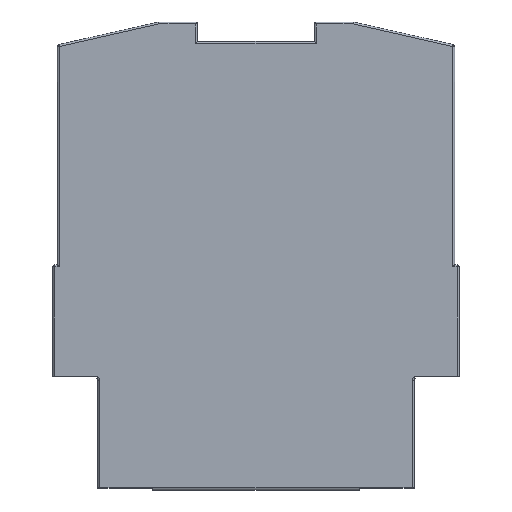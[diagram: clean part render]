
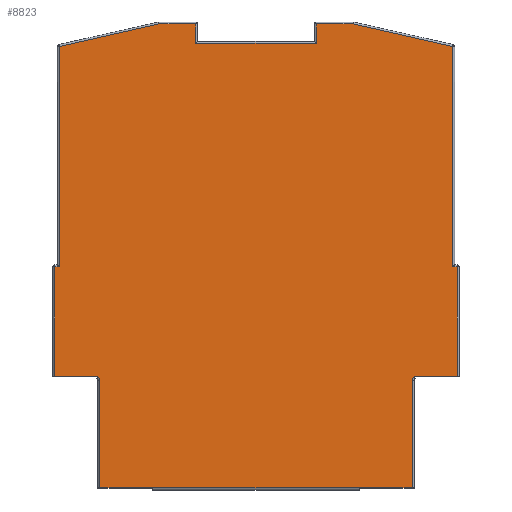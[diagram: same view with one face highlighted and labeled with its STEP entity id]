
A CAD part, top view. The second image highlights one B-rep face of the part: STEP entity #8823.
In plain terms, the highlighted planar face has unit normal (0, 0, 1).
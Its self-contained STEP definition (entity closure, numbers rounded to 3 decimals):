
#423=DIRECTION('',(-1.,0.,0.));
#424=VECTOR('',#423,11.05);
#425=CARTESIAN_POINT('',(-40.55,29.1,22.5));
#426=LINE('',#425,#424);
#430=DIRECTION('',(0.,-1.,0.));
#431=VECTOR('',#430,28.1);
#432=CARTESIAN_POINT('',(-51.6,57.2,22.5));
#433=LINE('',#432,#431);
#437=DIRECTION('',(-1.,0.,0.));
#438=VECTOR('',#437,1.1);
#439=CARTESIAN_POINT('',(-50.5,57.2,22.5));
#440=LINE('',#439,#438);
#444=DIRECTION('',(0.,-1.,0.));
#445=VECTOR('',#444,56.501);
#446=CARTESIAN_POINT('',(-50.5,113.701,22.5));
#447=LINE('',#446,#445);
#451=DIRECTION('',(-0.975,-0.221,0.));
#452=VECTOR('',#451,26.206);
#453=CARTESIAN_POINT('',(-24.944,119.5,22.5));
#454=LINE('',#453,#452);
#458=DIRECTION('',(-1.,0.,0.));
#459=VECTOR('',#458,9.444);
#460=CARTESIAN_POINT('',(-15.5,119.5,22.5));
#461=LINE('',#460,#459);
#465=DIRECTION('',(0.,1.,0.));
#466=VECTOR('',#465,5.);
#467=CARTESIAN_POINT('',(-15.5,114.5,22.5));
#468=LINE('',#467,#466);
#472=DIRECTION('',(-1.,0.,0.));
#473=VECTOR('',#472,31.);
#474=CARTESIAN_POINT('',(15.5,114.5,22.5));
#475=LINE('',#474,#473);
#479=DIRECTION('',(0.,-1.,0.));
#480=VECTOR('',#479,5.);
#481=CARTESIAN_POINT('',(15.5,119.5,22.5));
#482=LINE('',#481,#480);
#486=DIRECTION('',(-1.,0.,0.));
#487=VECTOR('',#486,9.444);
#488=CARTESIAN_POINT('',(24.944,119.5,22.5));
#489=LINE('',#488,#487);
#493=DIRECTION('',(-0.975,0.221,0.));
#494=VECTOR('',#493,26.206);
#495=CARTESIAN_POINT('',(50.5,113.701,22.5));
#496=LINE('',#495,#494);
#500=DIRECTION('',(0.,1.,0.));
#501=VECTOR('',#500,56.501);
#502=CARTESIAN_POINT('',(50.5,57.2,22.5));
#503=LINE('',#502,#501);
#507=DIRECTION('',(-1.,0.,0.));
#508=VECTOR('',#507,1.1);
#509=CARTESIAN_POINT('',(51.6,57.2,22.5));
#510=LINE('',#509,#508);
#514=DIRECTION('',(0.,1.,0.));
#515=VECTOR('',#514,28.1);
#516=CARTESIAN_POINT('',(51.6,29.1,22.5));
#517=LINE('',#516,#515);
#521=DIRECTION('',(-1.,0.,0.));
#522=VECTOR('',#521,11.05);
#523=CARTESIAN_POINT('',(51.6,29.1,22.5));
#524=LINE('',#523,#522);
#528=DIRECTION('',(0.,-1.,0.));
#529=VECTOR('',#528,0.134);
#530=CARTESIAN_POINT('',(40.55,29.1,22.5));
#531=LINE('',#530,#529);
#535=CARTESIAN_POINT('',(41.05,28.1,22.5));
#536=DIRECTION('',(0.,0.,1.));
#537=DIRECTION('',(-0.5,0.866,0.));
#538=AXIS2_PLACEMENT_3D('',#535,#536,#537);
#543=DIRECTION('',(0.,1.,0.));
#544=VECTOR('',#543,27.6);
#545=CARTESIAN_POINT('',(40.05,0.5,22.5));
#546=LINE('',#545,#544);
#550=DIRECTION('',(1.,0.,0.));
#551=VECTOR('',#550,13.5);
#552=CARTESIAN_POINT('',(26.55,0.5,22.5));
#553=LINE('',#552,#551);
#557=DIRECTION('',(1.,0.,0.));
#558=VECTOR('',#557,53.1);
#559=CARTESIAN_POINT('',(-26.55,0.5,22.5));
#560=LINE('',#559,#558);
#564=DIRECTION('',(-1.,0.,0.));
#565=VECTOR('',#564,13.5);
#566=CARTESIAN_POINT('',(-26.55,0.5,22.5));
#567=LINE('',#566,#565);
#571=DIRECTION('',(0.,-1.,0.));
#572=VECTOR('',#571,27.6);
#573=CARTESIAN_POINT('',(-40.05,28.1,22.5));
#574=LINE('',#573,#572);
#578=CARTESIAN_POINT('',(-41.05,28.1,22.5));
#579=DIRECTION('',(0.,0.,1.));
#580=DIRECTION('',(1.,0.,0.));
#581=AXIS2_PLACEMENT_3D('',#578,#579,#580);
#586=DIRECTION('',(0.,-1.,0.));
#587=VECTOR('',#586,0.134);
#588=CARTESIAN_POINT('',(-40.55,29.1,22.5));
#589=LINE('',#588,#587);
#7449=CARTESIAN_POINT('',(50.5,57.2,22.5));
#7450=CARTESIAN_POINT('',(50.5,113.701,22.5));
#7451=VERTEX_POINT('',#7449);
#7452=VERTEX_POINT('',#7450);
#7455=CARTESIAN_POINT('',(51.6,57.2,22.5));
#7456=VERTEX_POINT('',#7455);
#7677=CARTESIAN_POINT('',(-50.5,57.2,22.5));
#7678=CARTESIAN_POINT('',(-51.6,57.2,22.5));
#7679=VERTEX_POINT('',#7677);
#7680=VERTEX_POINT('',#7678);
#7683=CARTESIAN_POINT('',(-50.5,113.701,22.5));
#7684=VERTEX_POINT('',#7683);
#7693=CARTESIAN_POINT('',(-24.944,119.5,22.5));
#7694=VERTEX_POINT('',#7693);
#7697=CARTESIAN_POINT('',(-15.5,119.5,22.5));
#7698=VERTEX_POINT('',#7697);
#7701=CARTESIAN_POINT('',(-15.5,114.5,22.5));
#7702=VERTEX_POINT('',#7701);
#7703=CARTESIAN_POINT('',(15.5,114.5,22.5));
#7704=VERTEX_POINT('',#7703);
#7709=CARTESIAN_POINT('',(15.5,119.5,22.5));
#7710=VERTEX_POINT('',#7709);
#7713=CARTESIAN_POINT('',(24.944,119.5,22.5));
#7714=VERTEX_POINT('',#7713);
#7778=CARTESIAN_POINT('',(40.05,28.1,22.5));
#7779=VERTEX_POINT('',#7778);
#7793=CARTESIAN_POINT('',(26.55,0.5,22.5));
#7794=CARTESIAN_POINT('',(40.05,0.5,22.5));
#7795=VERTEX_POINT('',#7793);
#7796=VERTEX_POINT('',#7794);
#7883=CARTESIAN_POINT('',(51.6,29.1,22.5));
#7884=CARTESIAN_POINT('',(40.55,29.1,22.5));
#7885=VERTEX_POINT('',#7883);
#7886=VERTEX_POINT('',#7884);
#7887=CARTESIAN_POINT('',(40.55,28.966,22.5));
#7888=VERTEX_POINT('',#7887);
#8061=CARTESIAN_POINT('',(-26.55,0.5,22.5));
#8062=CARTESIAN_POINT('',(-40.05,0.5,22.5));
#8063=VERTEX_POINT('',#8061);
#8064=VERTEX_POINT('',#8062);
#8145=CARTESIAN_POINT('',(-40.05,28.1,22.5));
#8146=VERTEX_POINT('',#8145);
#8153=CARTESIAN_POINT('',(-40.55,29.1,22.5));
#8154=CARTESIAN_POINT('',(-51.6,29.1,22.5));
#8155=VERTEX_POINT('',#8153);
#8156=VERTEX_POINT('',#8154);
#8157=CARTESIAN_POINT('',(-40.55,28.966,22.5));
#8158=VERTEX_POINT('',#8157);
#8771=CARTESIAN_POINT('',(0.,0.,22.5));
#8772=DIRECTION('',(0.,0.,1.));
#8773=DIRECTION('',(1.,0.,0.));
#8774=AXIS2_PLACEMENT_3D('',#8771,#8772,#8773);
#8775=PLANE('',#8774);
#8776=ORIENTED_EDGE('',*,*,#8513,.T.);
#8778=ORIENTED_EDGE('',*,*,#8777,.F.);
#8780=ORIENTED_EDGE('',*,*,#8779,.F.);
#8782=ORIENTED_EDGE('',*,*,#8781,.F.);
#8784=ORIENTED_EDGE('',*,*,#8783,.F.);
#8786=ORIENTED_EDGE('',*,*,#8785,.F.);
#8787=ORIENTED_EDGE('',*,*,#8749,.F.);
#8788=ORIENTED_EDGE('',*,*,#8761,.F.);
#8790=ORIENTED_EDGE('',*,*,#8789,.F.);
#8792=ORIENTED_EDGE('',*,*,#8791,.F.);
#8794=ORIENTED_EDGE('',*,*,#8793,.F.);
#8796=ORIENTED_EDGE('',*,*,#8795,.F.);
#8798=ORIENTED_EDGE('',*,*,#8797,.F.);
#8800=ORIENTED_EDGE('',*,*,#8799,.F.);
#8802=ORIENTED_EDGE('',*,*,#8801,.T.);
#8804=ORIENTED_EDGE('',*,*,#8803,.T.);
#8806=ORIENTED_EDGE('',*,*,#8805,.T.);
#8808=ORIENTED_EDGE('',*,*,#8807,.F.);
#8810=ORIENTED_EDGE('',*,*,#8809,.F.);
#8812=ORIENTED_EDGE('',*,*,#8811,.F.);
#8814=ORIENTED_EDGE('',*,*,#8813,.T.);
#8816=ORIENTED_EDGE('',*,*,#8815,.F.);
#8818=ORIENTED_EDGE('',*,*,#8817,.T.);
#8820=ORIENTED_EDGE('',*,*,#8819,.F.);
#8821=EDGE_LOOP('',(#8776,#8778,#8780,#8782,#8784,#8786,#8787,#8788,#8790,#8792,
#8794,#8796,#8798,#8800,#8802,#8804,#8806,#8808,#8810,#8812,#8814,#8816,#8818,
#8820));
#8822=FACE_OUTER_BOUND('',#8821,.F.);
#8823=ADVANCED_FACE('',(#8822),#8775,.T.);
#539=CIRCLE('',#538,1.);
#582=CIRCLE('',#581,1.);
#8513=EDGE_CURVE('',#8155,#8156,#426,.T.);
#8749=EDGE_CURVE('',#7702,#7698,#468,.T.);
#8761=EDGE_CURVE('',#7704,#7702,#475,.T.);
#8777=EDGE_CURVE('',#7680,#8156,#433,.T.);
#8779=EDGE_CURVE('',#7679,#7680,#440,.T.);
#8781=EDGE_CURVE('',#7684,#7679,#447,.T.);
#8783=EDGE_CURVE('',#7694,#7684,#454,.T.);
#8785=EDGE_CURVE('',#7698,#7694,#461,.T.);
#8789=EDGE_CURVE('',#7710,#7704,#482,.T.);
#8791=EDGE_CURVE('',#7714,#7710,#489,.T.);
#8793=EDGE_CURVE('',#7452,#7714,#496,.T.);
#8795=EDGE_CURVE('',#7451,#7452,#503,.T.);
#8797=EDGE_CURVE('',#7456,#7451,#510,.T.);
#8799=EDGE_CURVE('',#7885,#7456,#517,.T.);
#8801=EDGE_CURVE('',#7885,#7886,#524,.T.);
#8803=EDGE_CURVE('',#7886,#7888,#531,.T.);
#8805=EDGE_CURVE('',#7888,#7779,#539,.T.);
#8807=EDGE_CURVE('',#7796,#7779,#546,.T.);
#8809=EDGE_CURVE('',#7795,#7796,#553,.T.);
#8811=EDGE_CURVE('',#8063,#7795,#560,.T.);
#8813=EDGE_CURVE('',#8063,#8064,#567,.T.);
#8815=EDGE_CURVE('',#8146,#8064,#574,.T.);
#8817=EDGE_CURVE('',#8146,#8158,#582,.T.);
#8819=EDGE_CURVE('',#8155,#8158,#589,.T.);
